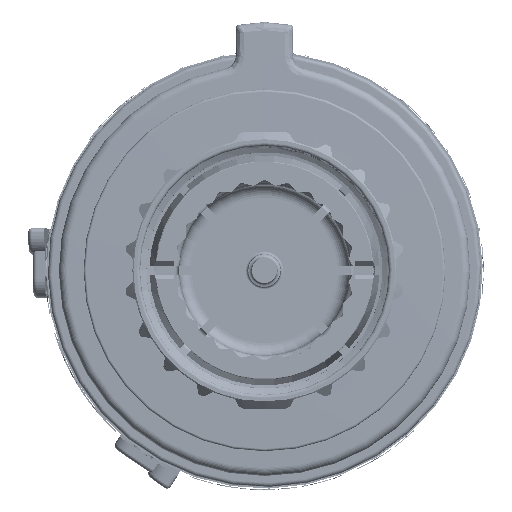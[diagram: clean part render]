
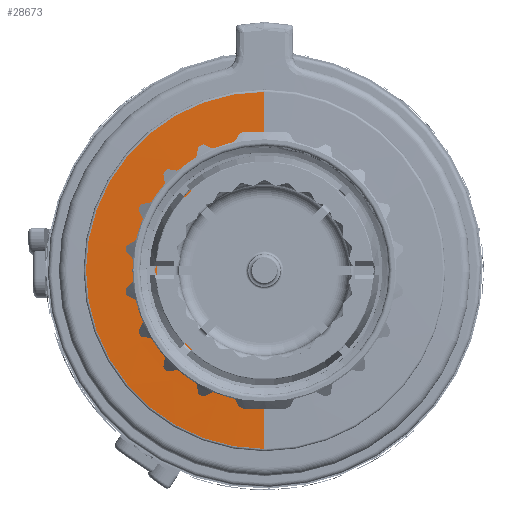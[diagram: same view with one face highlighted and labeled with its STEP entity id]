
A CAD part, front view. The second image highlights one B-rep face of the part: STEP entity #28673.
In plain terms, the highlighted conical face has half-angle 89 degrees and reference radius 17.374 mm.
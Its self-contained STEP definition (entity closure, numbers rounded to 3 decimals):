
#5798=CARTESIAN_POINT('',(0.,11.807,0.));
#5799=DIRECTION('',(0.,-1.,0.));
#5800=DIRECTION('',(0.,0.,1.));
#5801=AXIS2_PLACEMENT_3D('',#5798,#5799,#5800);
#5878=CARTESIAN_POINT('',(0.,11.956,0.));
#5879=DIRECTION('',(0.,1.,0.));
#5880=DIRECTION('',(0.,0.,-1.));
#5881=AXIS2_PLACEMENT_3D('',#5878,#5879,#5880);
#5911=DIRECTION('',(0.,0.017,-1.));
#5912=VECTOR('',#5911,8.564);
#5913=CARTESIAN_POINT('',(0.,11.807,-13.093));
#5914=LINE('',#5913,#5912);
#5915=DIRECTION('',(0.,0.017,1.));
#5916=VECTOR('',#5915,8.564);
#5917=CARTESIAN_POINT('',(0.,11.807,13.093));
#5918=LINE('',#5917,#5916);
#20985=CARTESIAN_POINT('',(0.,11.956,-21.655));
#20986=CARTESIAN_POINT('',(0.,11.956,
21.655));
#20987=VERTEX_POINT('',#20985);
#20988=VERTEX_POINT('',#20986);
#21061=CARTESIAN_POINT('',(0.,11.807,13.093));
#21062=CARTESIAN_POINT('',(0.,11.807,-13.093));
#21063=VERTEX_POINT('',#21061);
#21064=VERTEX_POINT('',#21062);
#28659=CARTESIAN_POINT('',(0.,11.882,0.));
#28660=DIRECTION('',(0.,1.,0.));
#28661=DIRECTION('',(0.,0.,1.));
#28662=AXIS2_PLACEMENT_3D('',#28659,#28660,#28661);
#28663=CONICAL_SURFACE('',#28662,17.374,89.);
#28665=ORIENTED_EDGE('',*,*,#28664,.T.);
#28667=ORIENTED_EDGE('',*,*,#28666,.F.);
#28668=ORIENTED_EDGE('',*,*,#28638,.T.);
#28670=ORIENTED_EDGE('',*,*,#28669,.T.);
#28671=EDGE_LOOP('',(#28665,#28667,#28668,#28670));
#28672=FACE_OUTER_BOUND('',#28671,.F.);
#28673=ADVANCED_FACE('',(#28672),#28663,.T.);
#5802=CIRCLE('',#5801,13.093);
#5882=CIRCLE('',#5881,21.655);
#28638=EDGE_CURVE('',#21063,#21064,#5802,.T.);
#28664=EDGE_CURVE('',#20987,#20988,#5882,.T.);
#28666=EDGE_CURVE('',#21063,#20988,#5918,.T.);
#28669=EDGE_CURVE('',#21064,#20987,#5914,.T.);
